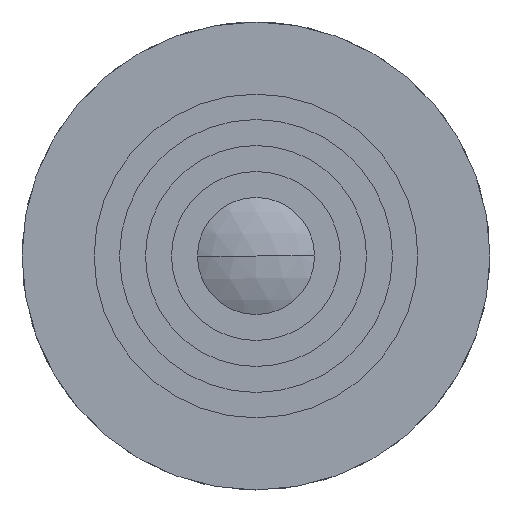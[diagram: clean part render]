
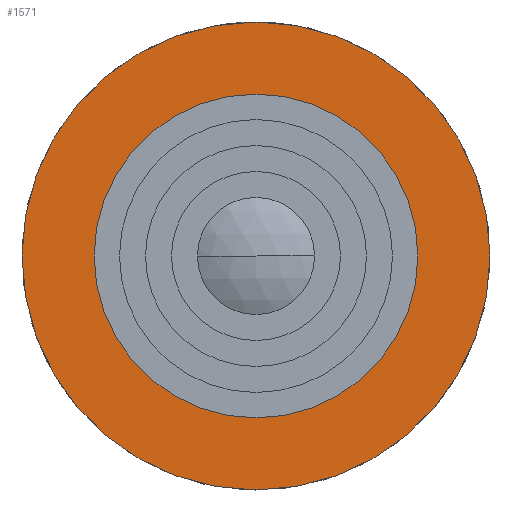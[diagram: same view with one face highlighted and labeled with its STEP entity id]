
A CAD part, left-side view. The second image highlights one B-rep face of the part: STEP entity #1571.
In plain terms, the highlighted planar face has unit normal (-1, 0, 0).
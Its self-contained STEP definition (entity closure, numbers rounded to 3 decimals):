
#143 = CIRCLE ( 'NONE', #2290, 12.45 ) ;
#309 = FACE_BOUND ( 'NONE', #733, .T. ) ;
#354 = VERTEX_POINT ( 'NONE', #1793 ) ;
#400 = CARTESIAN_POINT ( 'NONE',  ( 0., 0., 0. ) ) ;
#425 = EDGE_CURVE ( 'NONE', #1991, #2412, #1742, .T. ) ;
#508 = CARTESIAN_POINT ( 'NONE',  ( 0., 0., -12.45 ) ) ;
#615 = ORIENTED_EDGE ( 'NONE', *, *, #743, .F. ) ;
#642 = ORIENTED_EDGE ( 'NONE', *, *, #800, .F. ) ;
#733 = EDGE_LOOP ( 'NONE', ( #642, #615 ) ) ;
#743 = EDGE_CURVE ( 'NONE', #1531, #354, #143, .T. ) ;
#800 = EDGE_CURVE ( 'NONE', #354, #1531, #2099, .T. ) ;
#865 = DIRECTION ( 'NONE',  ( -1., 0., 0. ) ) ;
#944 = DIRECTION ( 'NONE',  ( -1., 0., 0. ) ) ;
#1047 = CARTESIAN_POINT ( 'NONE',  ( 0., 18., 0. ) ) ;
#1231 = DIRECTION ( 'NONE',  ( 0., 0., 1. ) ) ;
#1288 = DIRECTION ( 'NONE',  ( 0., 0., -1. ) ) ;
#1315 = DIRECTION ( 'NONE',  ( 0., 0., 1. ) ) ;
#1430 = CIRCLE ( 'NONE', #2873, 18. ) ;
#1531 = VERTEX_POINT ( 'NONE', #508 ) ;
#1571 = ADVANCED_FACE ( 'NONE', ( #309, #2753 ), #2021, .F. ) ;
#1592 = AXIS2_PLACEMENT_3D ( 'NONE', #400, #2297, #1315 ) ;
#1615 = CARTESIAN_POINT ( 'NONE',  ( 0., 0., 0. ) ) ;
#1645 = DIRECTION ( 'NONE',  ( 0., 0., 1. ) ) ;
#1742 = CIRCLE ( 'NONE', #1592, 18. ) ;
#1793 = CARTESIAN_POINT ( 'NONE',  ( 0., 0., 12.45 ) ) ;
#1805 = DIRECTION ( 'NONE',  ( 0., 0., 1. ) ) ;
#1968 = CARTESIAN_POINT ( 'NONE',  ( 0., 0., 18. ) ) ;
#1991 = VERTEX_POINT ( 'NONE', #1968 ) ;
#2021 = PLANE ( 'NONE',  #2502 ) ;
#2096 = DIRECTION ( 'NONE',  ( -1., 0., 0. ) ) ;
#2099 = CIRCLE ( 'NONE', #2244, 12.45 ) ;
#2244 = AXIS2_PLACEMENT_3D ( 'NONE', #2369, #944, #1231 ) ;
#2290 = AXIS2_PLACEMENT_3D ( 'NONE', #3038, #865, #1645 ) ;
#2297 = DIRECTION ( 'NONE',  ( -1., 0., 0. ) ) ;
#2343 = CARTESIAN_POINT ( 'NONE',  ( 0., 0., -18. ) ) ;
#2369 = CARTESIAN_POINT ( 'NONE',  ( 0., 0., 0. ) ) ;
#2403 = EDGE_CURVE ( 'NONE', #2412, #1991, #1430, .T. ) ;
#2412 = VERTEX_POINT ( 'NONE', #2343 ) ;
#2502 = AXIS2_PLACEMENT_3D ( 'NONE', #1047, #2690, #1288 ) ;
#2570 = ORIENTED_EDGE ( 'NONE', *, *, #2403, .T. ) ;
#2638 = EDGE_LOOP ( 'NONE', ( #2995, #2570 ) ) ;
#2690 = DIRECTION ( 'NONE',  ( 1., 0., 0. ) ) ;
#2753 = FACE_OUTER_BOUND ( 'NONE', #2638, .T. ) ;
#2873 = AXIS2_PLACEMENT_3D ( 'NONE', #1615, #2096, #1805 ) ;
#2995 = ORIENTED_EDGE ( 'NONE', *, *, #425, .T. ) ;
#3038 = CARTESIAN_POINT ( 'NONE',  ( 0., 0., 0. ) ) ;
